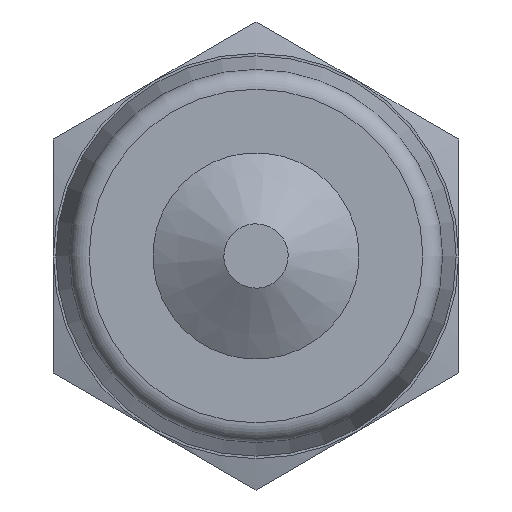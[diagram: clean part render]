
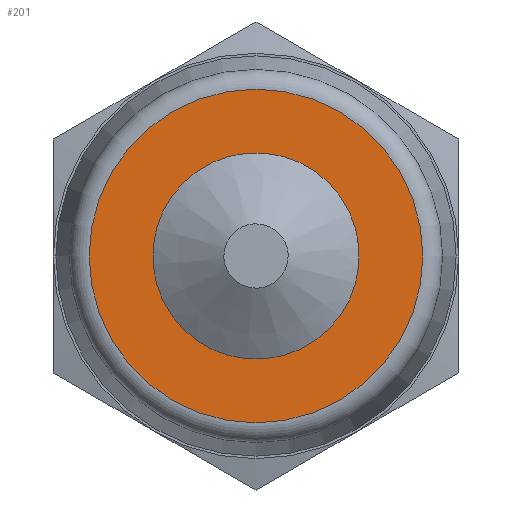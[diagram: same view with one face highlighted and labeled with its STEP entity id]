
A CAD part, left-side view. The second image highlights one B-rep face of the part: STEP entity #201.
In plain terms, the highlighted planar face has unit normal (-1, 0, 0).
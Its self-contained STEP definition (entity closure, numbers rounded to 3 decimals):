
#90=CARTESIAN_POINT('',(0.,10.07,2.746));
#91=VERTEX_POINT('',#90);
#92=CARTESIAN_POINT('',(0.,0.,0.));
#93=DIRECTION('',(-1.0,0.,0.));
#94=DIRECTION('',(0.,-0.965,-0.263));
#95=AXIS2_PLACEMENT_3D('',#92,#93,#94);
#96=CIRCLE('',#95,10.438);
#97=EDGE_CURVE('',#91,#91,#96,.T.);
#147=CARTESIAN_POINT('',(0.,16.875,0.0));
#148=VERTEX_POINT('',#147);
#149=CARTESIAN_POINT('',(0.,0.0,0.0));
#150=DIRECTION('',(1.0,0.0,0.0));
#151=DIRECTION('',(0.0,-1.0,0.0));
#152=AXIS2_PLACEMENT_3D('',#149,#150,#151);
#153=CIRCLE('',#152,16.875);
#154=EDGE_CURVE('',#148,#148,#153,.T.);
#190=CARTESIAN_POINT('',(0.,14.737,0.0));
#191=DIRECTION('',(-1.0,0.0,0.0));
#192=DIRECTION('',(0.0,0.0,1.0));
#193=AXIS2_PLACEMENT_3D('',#190,#191,#192);
#194=PLANE('',#193);
#195=ORIENTED_EDGE('',*,*,#154,.F.);
#196=EDGE_LOOP('',(#195));
#197=FACE_OUTER_BOUND('',#196,.T.);
#198=ORIENTED_EDGE('',*,*,#97,.F.);
#199=EDGE_LOOP('',(#198));
#200=FACE_BOUND('',#199,.T.);
#201=ADVANCED_FACE('',(#197,#200),#194,.T.);
